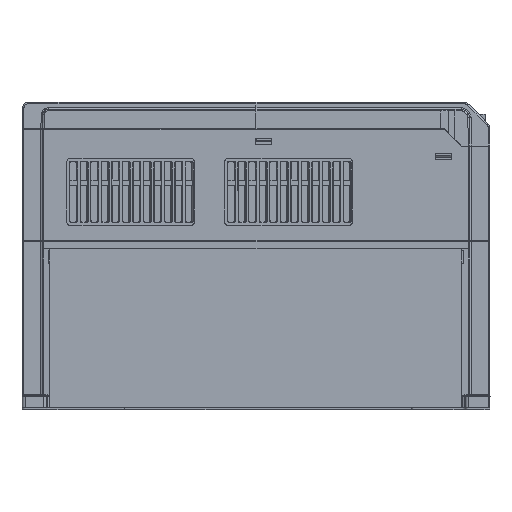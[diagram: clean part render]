
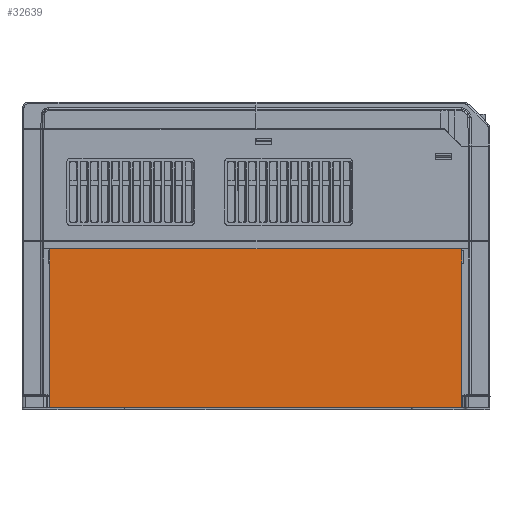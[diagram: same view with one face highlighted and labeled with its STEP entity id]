
A CAD part, left-side view. The second image highlights one B-rep face of the part: STEP entity #32639.
In plain terms, the highlighted planar face has unit normal (-1, 0, 0).
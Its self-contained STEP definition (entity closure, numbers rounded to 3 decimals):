
#2508 = DIRECTION ( 'NONE',  ( 0., -1., 0. ) ) ;
#20536 = CARTESIAN_POINT ( 'NONE',  ( -97., 132.113, -99.5 ) ) ;
#21266 = CARTESIAN_POINT ( 'NONE',  ( -97., 0., 2.3 ) ) ;
#25590 = CARTESIAN_POINT ( 'NONE',  ( -97., 0., 0. ) ) ;
#32196 = ORIENTED_EDGE ( 'NONE', *, *, #49113, .T. ) ;
#32639 = ADVANCED_FACE ( 'NONE', ( #94812 ), #125622, .T. ) ;
#46791 = LINE ( 'NONE', #166596, #64667 ) ;
#47937 = VERTEX_POINT ( 'NONE', #130017 ) ;
#49113 = EDGE_CURVE ( 'NONE', #204555, #47937, #46791, .T. ) ;
#64667 = VECTOR ( 'NONE', #199630, 1000. ) ;
#80514 = ORIENTED_EDGE ( 'NONE', *, *, #84389, .T. ) ;
#84389 = EDGE_CURVE ( 'NONE', #95266, #204555, #153155, .T. ) ;
#88327 = DIRECTION ( 'NONE',  ( 0., 1., 0. ) ) ;
#90819 = EDGE_CURVE ( 'NONE', #47937, #166469, #171924, .T. ) ;
#94812 = FACE_OUTER_BOUND ( 'NONE', #127690, .T. ) ;
#95266 = VERTEX_POINT ( 'NONE', #137659 ) ;
#104058 = LINE ( 'NONE', #20536, #139623 ) ;
#107513 = AXIS2_PLACEMENT_3D ( 'NONE', #25590, #164063, #162979 ) ;
#109335 = ORIENTED_EDGE ( 'NONE', *, *, #90819, .T. ) ;
#120650 = CARTESIAN_POINT ( 'NONE',  ( -97., 132.113, 2.3 ) ) ;
#125504 = CARTESIAN_POINT ( 'NONE',  ( -97., -131.893, -99.5 ) ) ;
#125622 = PLANE ( 'NONE',  #107513 ) ;
#127690 = EDGE_LOOP ( 'NONE', ( #32196, #109335, #175012, #80514 ) ) ;
#130017 = CARTESIAN_POINT ( 'NONE',  ( -97., -131.893, 2.3 ) ) ;
#137659 = CARTESIAN_POINT ( 'NONE',  ( -97., 132.113, -99.5 ) ) ;
#139623 = VECTOR ( 'NONE', #173337, 1000. ) ;
#145394 = EDGE_CURVE ( 'NONE', #166469, #95266, #104058, .T. ) ;
#153155 = LINE ( 'NONE', #199448, #212308 ) ;
#162979 = DIRECTION ( 'NONE',  ( 0., 0., 1. ) ) ;
#164063 = DIRECTION ( 'NONE',  ( -1., 0., 0. ) ) ;
#166469 = VERTEX_POINT ( 'NONE', #120650 ) ;
#166596 = CARTESIAN_POINT ( 'NONE',  ( -97., -131.893, -99.5 ) ) ;
#171924 = LINE ( 'NONE', #21266, #186605 ) ;
#173337 = DIRECTION ( 'NONE',  ( 0., 0., -1. ) ) ;
#175012 = ORIENTED_EDGE ( 'NONE', *, *, #145394, .T. ) ;
#186605 = VECTOR ( 'NONE', #88327, 1000. ) ;
#199448 = CARTESIAN_POINT ( 'NONE',  ( -97., 132.113, -99.5 ) ) ;
#199630 = DIRECTION ( 'NONE',  ( 0., 0., 1. ) ) ;
#204555 = VERTEX_POINT ( 'NONE', #125504 ) ;
#212308 = VECTOR ( 'NONE', #2508, 1000. ) ;
